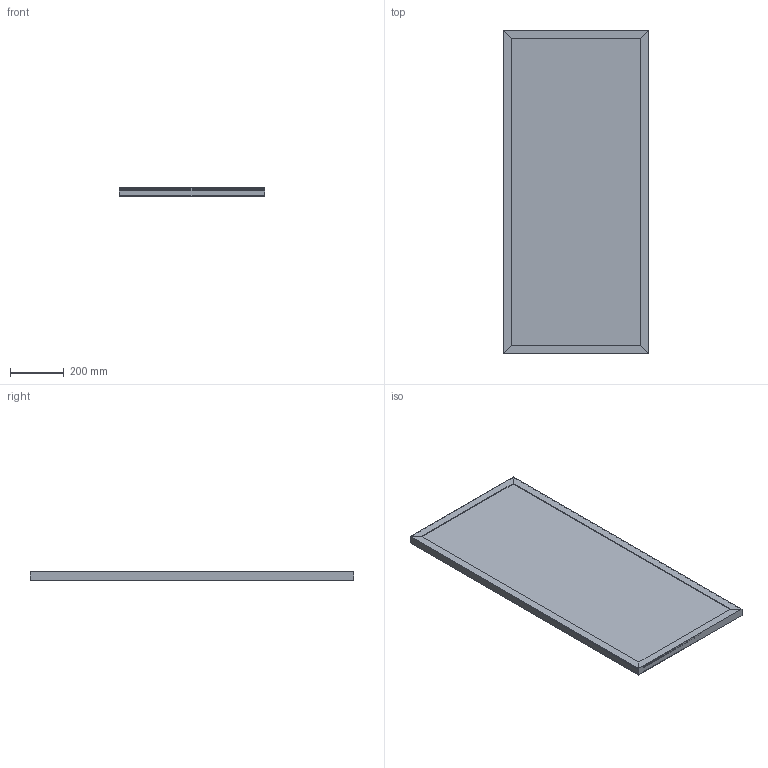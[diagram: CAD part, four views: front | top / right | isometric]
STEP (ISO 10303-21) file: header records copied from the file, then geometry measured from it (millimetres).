
FILE_DESCRIPTION(/* description */ (''),/* implementation_level */ '2;1');
FILE_NAME(/* name */ 'solar panel v2.step',/* time_stamp */ '2018-06-20T23:02:24+03:00',/* author */ (''),/* organization */ (''),/* preprocessor_version */ 'ST-DEVELOPER v17',/* originating_system */ 'Autodesk Translation Framework v7.1.0.215',/* authorisation */ '');
FILE_SCHEMA (('AUTOMOTIVE_DESIGN { 1 0 10303 214 3 1 1 }'));
Length unit declared in the file: millimetre
Products named in the file (8): solar panel; solar panel_1; Component2; Component3; Component4; Component5; Component6; Component7
Assembly tree (7 placements, depth 3):
  solar panel
    solar panel_1
      Component2
      Component3
      Component4
      Component5
      Component6
      Component7
Bounding box: 540 x 1200 x 30 mm (x, y, z)
Volume: 4680072 mm3; surface area: 3163147.1 mm2
Topology: 6 solids, 6 shells, 52 faces, 120 edges, 80 vertices
Faces by surface type: plane 52
Entity records: 1698 total; most frequent: CARTESIAN_POINT 267, DIRECTION 254, ORIENTED_EDGE 240, LINE 120, VECTOR 120, EDGE_CURVE 120, VERTEX_POINT 80, AXIS2_PLACEMENT_3D 67
